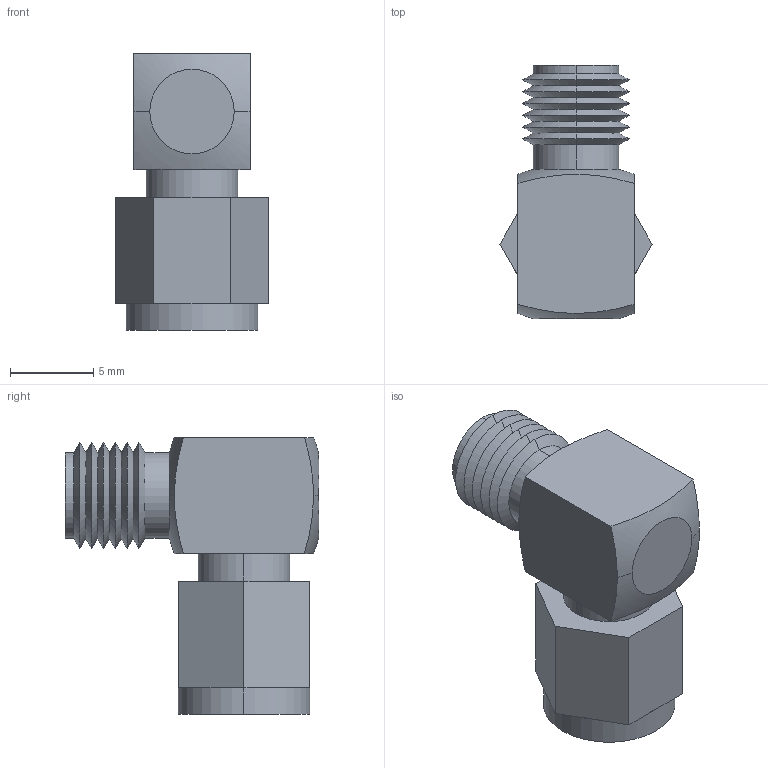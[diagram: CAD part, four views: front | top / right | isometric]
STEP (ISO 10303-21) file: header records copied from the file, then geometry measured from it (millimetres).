
FILE_DESCRIPTION (( 'STEP AP203' ), '1' );
FILE_NAME ('BA20.STEP', '2006-06-30T20:18:55', ( ' ' ), ( ' ' ), 'SwSTEP 2.0', 'SolidWorks 2005354', '' );
FILE_SCHEMA (( 'CONFIG_CONTROL_DESIGN' ));
Length unit declared in the file: inch
Products named in the file (1): BA20
Bounding box: 9.15 x 15.24 x 16.66 mm (x, y, z)
Volume: 886.4 mm3; surface area: 1118.2 mm2
Topology: 1 solids, 1 shells, 87 faces, 191 edges, 116 vertices
Faces by surface type: plane 34, cone 24, cylinder 23, torus 6
Entity records: 2518 total; most frequent: CARTESIAN_POINT 479, DIRECTION 441, ORIENTED_EDGE 382, EDGE_CURVE 191, AXIS2_PLACEMENT_3D 174, VERTEX_POINT 116, EDGE_LOOP 97, VECTOR 93
